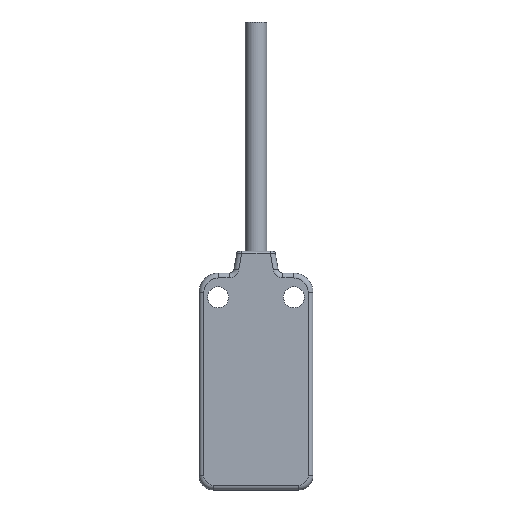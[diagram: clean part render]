
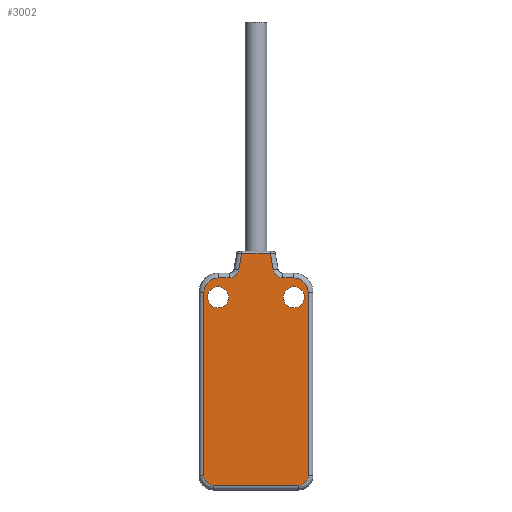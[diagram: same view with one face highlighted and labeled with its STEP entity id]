
A CAD part, front view. The second image highlights one B-rep face of the part: STEP entity #3002.
In plain terms, the highlighted planar face has unit normal (0, -1, 0).
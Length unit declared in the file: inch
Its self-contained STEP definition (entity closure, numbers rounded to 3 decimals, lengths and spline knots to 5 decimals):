
#281=CARTESIAN_POINT('',(0.12522,0.,0.02));
#282=DIRECTION('',(0.,1.,0.));
#283=DIRECTION('',(0.985,0.,-0.174));
#284=AXIS2_PLACEMENT_3D('',#281,#282,#283);
#296=CARTESIAN_POINT('',(0.079,0.,-0.1));
#297=DIRECTION('',(0.,1.,0.));
#298=DIRECTION('',(1.,0.,0.));
#299=AXIS2_PLACEMENT_3D('',#296,#297,#298);
#301=CARTESIAN_POINT('',(0.079,0.,-0.1));
#302=DIRECTION('',(0.,1.,0.));
#303=DIRECTION('',(-1.,0.,0.));
#304=AXIS2_PLACEMENT_3D('',#301,#302,#303);
#306=CARTESIAN_POINT('',(0.393,0.,-0.1));
#307=DIRECTION('',(0.,1.,0.));
#308=DIRECTION('',(1.,0.,0.));
#309=AXIS2_PLACEMENT_3D('',#306,#307,#308);
#311=CARTESIAN_POINT('',(0.393,0.,-0.1));
#312=DIRECTION('',(0.,1.,0.));
#313=DIRECTION('',(-1.,0.,0.));
#314=AXIS2_PLACEMENT_3D('',#311,#312,#313);
#320=DIRECTION('',(1.,0.,0.));
#321=VECTOR('',#320,0.11847);
#322=CARTESIAN_POINT('',(0.17677,0.,0.082));
#323=LINE('',#322,#321);
#362=DIRECTION('',(-0.174,0.,0.985));
#363=VECTOR('',#362,0.07001);
#364=CARTESIAN_POINT('',(0.30739,0.,0.01305));
#365=LINE('',#364,#363);
#366=CARTESIAN_POINT('',(0.34678,0.,0.02));
#367=DIRECTION('',(0.,1.,0.));
#368=DIRECTION('',(0.,0.,-1.));
#369=AXIS2_PLACEMENT_3D('',#366,#367,#368);
#503=CARTESIAN_POINT('',(0.392,0.,-0.08));
#504=DIRECTION('',(0.,-1.,0.));
#505=DIRECTION('',(1.,0.,0.));
#506=AXIS2_PLACEMENT_3D('',#503,#504,#505);
#518=DIRECTION('',(-1.,0.,0.));
#519=VECTOR('',#518,0.04522);
#520=CARTESIAN_POINT('',(0.392,0.,-0.02));
#521=LINE('',#520,#519);
#531=DIRECTION('',(0.,0.,1.));
#532=VECTOR('',#531,0.758);
#533=CARTESIAN_POINT('',(0.452,0.,-0.838));
#534=LINE('',#533,#532);
#544=CARTESIAN_POINT('',(0.412,0.,-0.838));
#545=DIRECTION('',(0.,-1.,0.));
#546=DIRECTION('',(0.,0.,-1.));
#547=AXIS2_PLACEMENT_3D('',#544,#545,#546);
#559=DIRECTION('',(1.,0.,0.));
#560=VECTOR('',#559,0.352);
#561=CARTESIAN_POINT('',(0.06,0.,-0.878));
#562=LINE('',#561,#560);
#572=CARTESIAN_POINT('',(0.06,0.,-0.838));
#573=DIRECTION('',(0.,-1.,0.));
#574=DIRECTION('',(-1.,0.,0.));
#575=AXIS2_PLACEMENT_3D('',#572,#573,#574);
#889=DIRECTION('',(-1.,0.,0.));
#890=VECTOR('',#889,0.04522);
#891=CARTESIAN_POINT('',(0.12522,0.,-0.02));
#892=LINE('',#891,#890);
#902=CARTESIAN_POINT('',(0.08,0.,-0.08));
#903=DIRECTION('',(0.,-1.,0.));
#904=DIRECTION('',(0.,0.,1.));
#905=AXIS2_PLACEMENT_3D('',#902,#903,#904);
#917=DIRECTION('',(0.,0.,-1.));
#918=VECTOR('',#917,0.758);
#919=CARTESIAN_POINT('',(0.02,0.,-0.08));
#920=LINE('',#919,#918);
#1916=CARTESIAN_POINT('',(0.17677,0.,0.082));
#1923=DIRECTION('',(-0.174,0.,-0.985));
#1924=VECTOR('',#1923,0.07001);
#1925=CARTESIAN_POINT('',(0.17677,0.,0.082));
#1926=LINE('',#1925,#1924);
#2021=CARTESIAN_POINT('',(0.1225,0.,-0.1));
#2022=CARTESIAN_POINT('',(0.0355,0.,-0.1));
#2023=VERTEX_POINT('',#2021);
#2024=VERTEX_POINT('',#2022);
#2025=CARTESIAN_POINT('',(0.4365,0.,-0.1));
#2026=CARTESIAN_POINT('',(0.3495,0.,-0.1));
#2027=VERTEX_POINT('',#2025);
#2028=VERTEX_POINT('',#2026);
#2037=CARTESIAN_POINT('',(0.34678,0.,-0.02));
#2038=CARTESIAN_POINT('',(0.30739,0.,0.01305));
#2039=VERTEX_POINT('',#2037);
#2040=VERTEX_POINT('',#2038);
#2045=CARTESIAN_POINT('',(0.392,0.,-0.02));
#2046=VERTEX_POINT('',#2045);
#2049=CARTESIAN_POINT('',(0.452,0.,-0.08));
#2050=VERTEX_POINT('',#2049);
#2053=CARTESIAN_POINT('',(0.452,0.,-0.838));
#2054=VERTEX_POINT('',#2053);
#2057=CARTESIAN_POINT('',(0.412,0.,-0.878));
#2058=VERTEX_POINT('',#2057);
#2061=CARTESIAN_POINT('',(0.06,0.,-0.878));
#2062=VERTEX_POINT('',#2061);
#2065=CARTESIAN_POINT('',(0.02,0.,-0.838));
#2066=VERTEX_POINT('',#2065);
#2069=CARTESIAN_POINT('',(0.02,0.,-0.08));
#2070=VERTEX_POINT('',#2069);
#2073=CARTESIAN_POINT('',(0.08,0.,-0.02));
#2074=VERTEX_POINT('',#2073);
#2077=CARTESIAN_POINT('',(0.12522,0.,-0.02));
#2078=VERTEX_POINT('',#2077);
#2081=CARTESIAN_POINT('',(0.16461,0.,0.01305));
#2082=VERTEX_POINT('',#2081);
#2088=VERTEX_POINT('',#1916);
#2091=CARTESIAN_POINT('',(0.29523,0.,0.082));
#2092=VERTEX_POINT('',#2091);
#2956=CARTESIAN_POINT('',(0.,0.,0.));
#2957=DIRECTION('',(0.,1.,0.));
#2958=DIRECTION('',(1.,0.,0.));
#2959=AXIS2_PLACEMENT_3D('',#2956,#2957,#2958);
#2960=PLANE('',#2959);
#2962=ORIENTED_EDGE('',*,*,#2961,.T.);
#2964=ORIENTED_EDGE('',*,*,#2963,.F.);
#2966=ORIENTED_EDGE('',*,*,#2965,.F.);
#2968=ORIENTED_EDGE('',*,*,#2967,.F.);
#2970=ORIENTED_EDGE('',*,*,#2969,.F.);
#2972=ORIENTED_EDGE('',*,*,#2971,.F.);
#2974=ORIENTED_EDGE('',*,*,#2973,.F.);
#2976=ORIENTED_EDGE('',*,*,#2975,.F.);
#2978=ORIENTED_EDGE('',*,*,#2977,.F.);
#2980=ORIENTED_EDGE('',*,*,#2979,.F.);
#2982=ORIENTED_EDGE('',*,*,#2981,.F.);
#2984=ORIENTED_EDGE('',*,*,#2983,.F.);
#2985=ORIENTED_EDGE('',*,*,#2946,.F.);
#2987=ORIENTED_EDGE('',*,*,#2986,.F.);
#2988=EDGE_LOOP('',(#2962,#2964,#2966,#2968,#2970,#2972,#2974,#2976,#2978,#2980,
#2982,#2984,#2985,#2987));
#2989=FACE_OUTER_BOUND('',#2988,.F.);
#2991=ORIENTED_EDGE('',*,*,#2990,.F.);
#2993=ORIENTED_EDGE('',*,*,#2992,.F.);
#2994=EDGE_LOOP('',(#2991,#2993));
#2995=FACE_BOUND('',#2994,.F.);
#2997=ORIENTED_EDGE('',*,*,#2996,.F.);
#2999=ORIENTED_EDGE('',*,*,#2998,.F.);
#3000=EDGE_LOOP('',(#2997,#2999));
#3001=FACE_BOUND('',#3000,.F.);
#3002=ADVANCED_FACE('',(#2989,#2995,#3001),#2960,.F.);
#285=CIRCLE('',#284,0.04);
#300=CIRCLE('',#299,0.0435);
#305=CIRCLE('',#304,0.0435);
#310=CIRCLE('',#309,0.0435);
#315=CIRCLE('',#314,0.0435);
#370=CIRCLE('',#369,0.04);
#507=CIRCLE('',#506,0.06);
#548=CIRCLE('',#547,0.04);
#576=CIRCLE('',#575,0.04);
#906=CIRCLE('',#905,0.06);
#2946=EDGE_CURVE('',#2082,#2078,#285,.T.);
#2961=EDGE_CURVE('',#2088,#2092,#323,.T.);
#2963=EDGE_CURVE('',#2040,#2092,#365,.T.);
#2965=EDGE_CURVE('',#2039,#2040,#370,.T.);
#2967=EDGE_CURVE('',#2046,#2039,#521,.T.);
#2969=EDGE_CURVE('',#2050,#2046,#507,.T.);
#2971=EDGE_CURVE('',#2054,#2050,#534,.T.);
#2973=EDGE_CURVE('',#2058,#2054,#548,.T.);
#2975=EDGE_CURVE('',#2062,#2058,#562,.T.);
#2977=EDGE_CURVE('',#2066,#2062,#576,.T.);
#2979=EDGE_CURVE('',#2070,#2066,#920,.T.);
#2981=EDGE_CURVE('',#2074,#2070,#906,.T.);
#2983=EDGE_CURVE('',#2078,#2074,#892,.T.);
#2986=EDGE_CURVE('',#2088,#2082,#1926,.T.);
#2990=EDGE_CURVE('',#2023,#2024,#300,.T.);
#2992=EDGE_CURVE('',#2024,#2023,#305,.T.);
#2996=EDGE_CURVE('',#2027,#2028,#310,.T.);
#2998=EDGE_CURVE('',#2028,#2027,#315,.T.);
